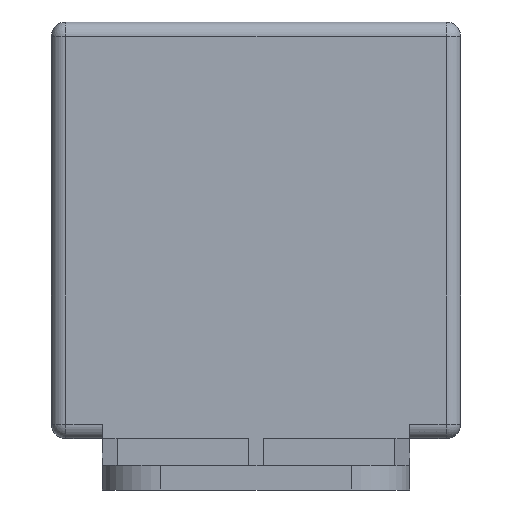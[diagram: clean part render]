
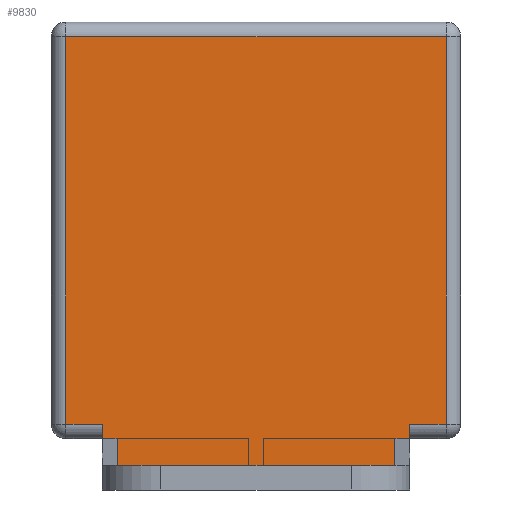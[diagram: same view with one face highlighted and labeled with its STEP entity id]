
A CAD part, front view. The second image highlights one B-rep face of the part: STEP entity #9830.
In plain terms, the highlighted planar face has unit normal (0, -1, 0).
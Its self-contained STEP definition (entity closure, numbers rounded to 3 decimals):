
#1212=PLANE('',#10429);
#1395=FACE_OUTER_BOUND('',#1983,.T.);
#1983=EDGE_LOOP('',(#7215,#7216,#7217,#7218,#7219,#7220,#7221,#7222,#7223,
#7224,#7225,#7226));
#2528=LINE('',#11791,#3299);
#2544=LINE('',#11829,#3315);
#2548=LINE('',#11839,#3319);
#2550=LINE('',#11847,#3321);
#2552=LINE('',#11855,#3323);
#2555=LINE('',#11866,#3326);
#2557=LINE('',#11871,#3328);
#2571=LINE('',#11915,#3342);
#2573=LINE('',#11920,#3344);
#2582=LINE('',#11938,#3353);
#2591=LINE('',#11955,#3362);
#2592=LINE('',#11957,#3363);
#3299=VECTOR('',#10598,10.);
#3315=VECTOR('',#10626,10.);
#3319=VECTOR('',#10634,10.);
#3321=VECTOR('',#10642,10.);
#3323=VECTOR('',#10650,10.);
#3326=VECTOR('',#10661,10.);
#3328=VECTOR('',#10667,10.);
#3342=VECTOR('',#10721,10.);
#3344=VECTOR('',#10725,10.);
#3353=VECTOR('',#10742,10.);
#3362=VECTOR('',#10757,10.);
#3363=VECTOR('',#10760,10.);
#4096=VERTEX_POINT('',#11788);
#4097=VERTEX_POINT('',#11790);
#4112=VERTEX_POINT('',#11826);
#4113=VERTEX_POINT('',#11828);
#4117=VERTEX_POINT('',#11838);
#4120=VERTEX_POINT('',#11846);
#4123=VERTEX_POINT('',#11854);
#4125=VERTEX_POINT('',#11860);
#4138=VERTEX_POINT('',#11912);
#4139=VERTEX_POINT('',#11917);
#4145=VERTEX_POINT('',#11937);
#4150=VERTEX_POINT('',#11953);
#5129=EDGE_CURVE('',#4096,#4097,#2528,.T.);
#5148=EDGE_CURVE('',#4112,#4113,#2544,.T.);
#5153=EDGE_CURVE('',#4113,#4117,#2548,.T.);
#5157=EDGE_CURVE('',#4117,#4120,#2550,.T.);
#5161=EDGE_CURVE('',#4120,#4123,#2552,.T.);
#5167=EDGE_CURVE('',#4123,#4125,#2555,.T.);
#5170=EDGE_CURVE('',#4125,#4096,#2557,.T.);
#5192=EDGE_CURVE('',#4138,#4097,#2571,.T.);
#5194=EDGE_CURVE('',#4112,#4139,#2573,.T.);
#5203=EDGE_CURVE('',#4138,#4145,#2582,.T.);
#5212=EDGE_CURVE('',#4139,#4150,#2591,.T.);
#5213=EDGE_CURVE('',#4150,#4145,#2592,.T.);
#7215=ORIENTED_EDGE('',*,*,#5148,.F.);
#7216=ORIENTED_EDGE('',*,*,#5194,.T.);
#7217=ORIENTED_EDGE('',*,*,#5212,.T.);
#7218=ORIENTED_EDGE('',*,*,#5213,.T.);
#7219=ORIENTED_EDGE('',*,*,#5203,.F.);
#7220=ORIENTED_EDGE('',*,*,#5192,.T.);
#7221=ORIENTED_EDGE('',*,*,#5129,.F.);
#7222=ORIENTED_EDGE('',*,*,#5170,.F.);
#7223=ORIENTED_EDGE('',*,*,#5167,.F.);
#7224=ORIENTED_EDGE('',*,*,#5161,.F.);
#7225=ORIENTED_EDGE('',*,*,#5157,.F.);
#7226=ORIENTED_EDGE('',*,*,#5153,.F.);
#9830=ADVANCED_FACE('',(#1395),#1212,.T.);
#10429=AXIS2_PLACEMENT_3D('',#13797,#10878,#10879);
#10598=DIRECTION('',(0.,0.,-1.));
#10626=DIRECTION('',(0.,0.,1.));
#10634=DIRECTION('',(-1.,0.,0.));
#10642=DIRECTION('',(0.,0.,1.));
#10650=DIRECTION('',(1.,0.,0.));
#10661=DIRECTION('',(0.,0.,-1.));
#10667=DIRECTION('',(-1.,0.,0.));
#10721=DIRECTION('',(1.,0.,0.));
#10725=DIRECTION('',(1.,0.,0.));
#10742=DIRECTION('',(0.,0.,-1.));
#10757=DIRECTION('',(0.,0.,-1.));
#10760=DIRECTION('',(1.,0.,0.));
#10878=DIRECTION('center_axis',(0.,-1.,0.));
#10879=DIRECTION('ref_axis',(1.,0.,0.));
#11788=CARTESIAN_POINT('',(10.5,-12.5,1.));
#11790=CARTESIAN_POINT('',(10.5,-12.5,0.));
#11791=CARTESIAN_POINT('',(10.5,-12.5,0.));
#11826=CARTESIAN_POINT('',(-10.5,-12.5,0.));
#11828=CARTESIAN_POINT('',(-10.5,-12.5,1.));
#11829=CARTESIAN_POINT('',(-10.5,-12.5,0.));
#11838=CARTESIAN_POINT('',(-13.,-12.5,1.));
#11839=CARTESIAN_POINT('',(-7.,-12.5,1.));
#11846=CARTESIAN_POINT('',(-13.,-12.5,27.5));
#11847=CARTESIAN_POINT('',(-13.,-12.5,0.));
#11854=CARTESIAN_POINT('',(13.,-12.5,27.5));
#11855=CARTESIAN_POINT('',(-7.,-12.5,27.5));
#11860=CARTESIAN_POINT('',(13.,-12.5,1.));
#11866=CARTESIAN_POINT('',(13.,-12.5,0.));
#11871=CARTESIAN_POINT('',(-7.,-12.5,1.));
#11912=CARTESIAN_POINT('',(9.5,-12.5,0.));
#11915=CARTESIAN_POINT('',(-14.,-12.5,0.));
#11917=CARTESIAN_POINT('',(-9.5,-12.5,0.));
#11920=CARTESIAN_POINT('',(-14.,-12.5,0.));
#11937=CARTESIAN_POINT('',(9.5,-12.5,-1.8));
#11938=CARTESIAN_POINT('',(9.5,-12.5,0.));
#11953=CARTESIAN_POINT('',(-9.5,-12.5,-1.8));
#11955=CARTESIAN_POINT('',(-9.5,-12.5,0.));
#11957=CARTESIAN_POINT('',(10.5,-12.5,-1.8));
#13797=CARTESIAN_POINT('Origin',(-14.,-12.5,0.));
